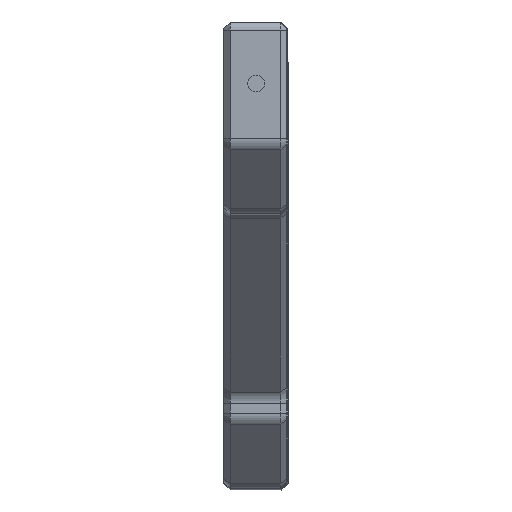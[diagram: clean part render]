
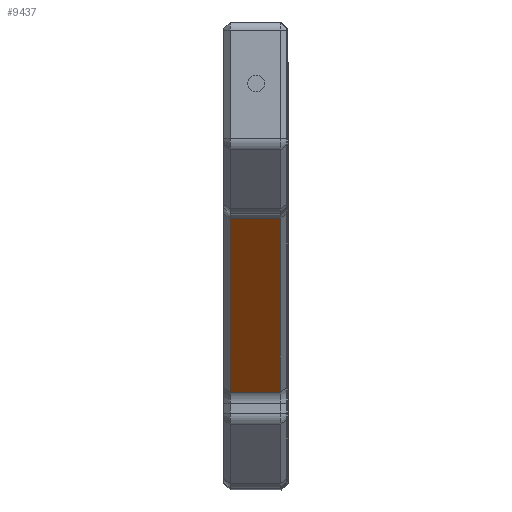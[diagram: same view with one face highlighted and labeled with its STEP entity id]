
A CAD part, left-side view. The second image highlights one B-rep face of the part: STEP entity #9437.
In plain terms, the highlighted planar face has unit normal (-0.707, 0, -0.707).
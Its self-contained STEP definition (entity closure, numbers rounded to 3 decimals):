
#853=FACE_OUTER_BOUND('',#1461,.T.);
#1461=EDGE_LOOP('',(#8135,#8136,#8137,#8138));
#2686=LINE('',#15888,#3624);
#2737=LINE('',#16040,#3675);
#2738=LINE('',#16043,#3676);
#2739=LINE('',#16044,#3677);
#3624=VECTOR('',#12740,10.);
#3675=VECTOR('',#12897,10.);
#3676=VECTOR('',#12900,10.);
#3677=VECTOR('',#12901,10.);
#4471=VERTEX_POINT('',#15882);
#4472=VERTEX_POINT('',#15886);
#4510=VERTEX_POINT('',#16038);
#4511=VERTEX_POINT('',#16042);
#5670=EDGE_CURVE('',#4472,#4471,#2686,.T.);
#5742=EDGE_CURVE('',#4510,#4472,#2737,.T.);
#5743=EDGE_CURVE('',#4511,#4510,#2738,.T.);
#5744=EDGE_CURVE('',#4471,#4511,#2739,.T.);
#8135=ORIENTED_EDGE('',*,*,#5742,.F.);
#8136=ORIENTED_EDGE('',*,*,#5743,.F.);
#8137=ORIENTED_EDGE('',*,*,#5744,.F.);
#8138=ORIENTED_EDGE('',*,*,#5670,.F.);
#8925=PLANE('',#10381);
#9437=ADVANCED_FACE('',(#853),#8925,.T.);
#10381=AXIS2_PLACEMENT_3D('',#16041,#12898,#12899);
#12740=DIRECTION('',(-0.707,0.,0.707));
#12897=DIRECTION('',(0.,1.,0.));
#12898=DIRECTION('center_axis',(-0.707,0.,-0.707));
#12899=DIRECTION('ref_axis',(-0.707,0.,0.707));
#12900=DIRECTION('',(0.707,0.,-0.707));
#12901=DIRECTION('',(0.,-1.,0.));
#15882=CARTESIAN_POINT('',(-126.317,17.5,83.388));
#15886=CARTESIAN_POINT('',(-72.678,17.5,29.749));
#15888=CARTESIAN_POINT('',(-85.355,17.5,42.426));
#16038=CARTESIAN_POINT('',(-72.678,2.,29.749));
#16040=CARTESIAN_POINT('',(-72.678,-0.3,29.749));
#16041=CARTESIAN_POINT('Origin',(-71.213,0.,28.284));
#16042=CARTESIAN_POINT('',(-126.317,2.,83.388));
#16043=CARTESIAN_POINT('',(-85.355,2.,42.426));
#16044=CARTESIAN_POINT('',(-126.317,-0.3,83.388));
